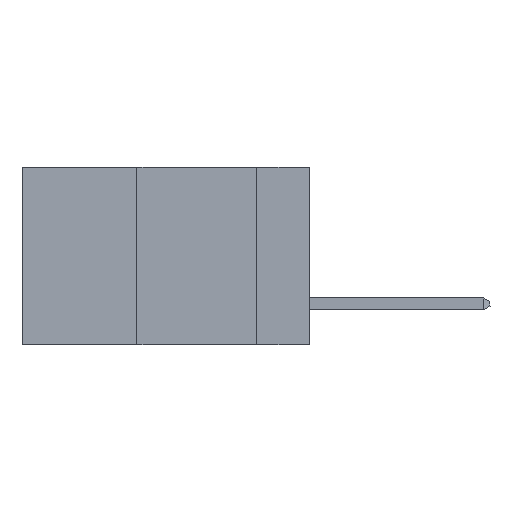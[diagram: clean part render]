
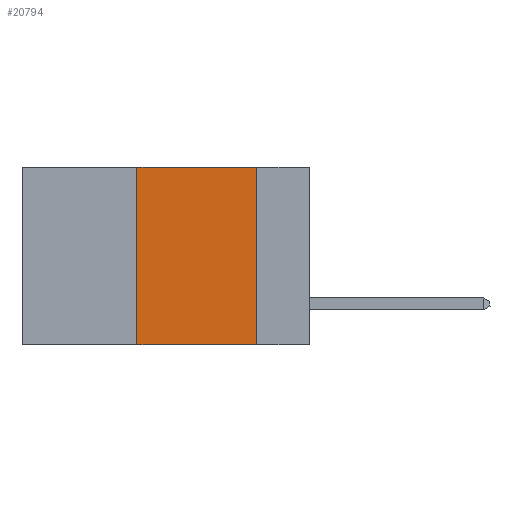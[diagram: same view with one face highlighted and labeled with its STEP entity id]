
A CAD part, left-side view. The second image highlights one B-rep face of the part: STEP entity #20794.
In plain terms, the highlighted planar face has unit normal (-1, 0, 0).
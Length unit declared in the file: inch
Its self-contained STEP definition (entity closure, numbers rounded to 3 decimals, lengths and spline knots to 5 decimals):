
#139 = CARTESIAN_POINT ( 'NONE',  ( 0., 0.11, 0. ) ) ;
#301 = ORIENTED_EDGE ( 'NONE', *, *, #10887, .F. ) ;
#1750 = FACE_OUTER_BOUND ( 'NONE', #13679, .T. ) ;
#2033 = DIRECTION ( 'NONE',  ( 0., -1., 0. ) ) ;
#2376 = DIRECTION ( 'NONE',  ( 0., 0., -1. ) ) ;
#2445 = VECTOR ( 'NONE', #5685, 39.37008 ) ;
#2887 = DIRECTION ( 'NONE',  ( 0., 0., 1. ) ) ;
#3207 = EDGE_CURVE ( 'NONE', #21071, #10789, #20309, .T. ) ;
#3537 = VECTOR ( 'NONE', #2887, 39.37008 ) ;
#4386 = EDGE_CURVE ( 'NONE', #7836, #13602, #11043, .T. ) ;
#4595 = AXIS2_PLACEMENT_3D ( 'NONE', #11306, #13052, #2376 ) ;
#5211 = ORIENTED_EDGE ( 'NONE', *, *, #3207, .F. ) ;
#5685 = DIRECTION ( 'NONE',  ( 0., 0., -1. ) ) ;
#6367 = CARTESIAN_POINT ( 'NONE',  ( 0., 0.6, -0.37 ) ) ;
#6854 = DIRECTION ( 'NONE',  ( 0., -1., 0. ) ) ;
#7280 = LINE ( 'NONE', #139, #2445 ) ;
#7767 = CARTESIAN_POINT ( 'NONE',  ( 0., 0.6, 0. ) ) ;
#7836 = VERTEX_POINT ( 'NONE', #11051 ) ;
#10465 = ORIENTED_EDGE ( 'NONE', *, *, #4386, .T. ) ;
#10699 = CARTESIAN_POINT ( 'NONE',  ( 0., 0.11, 0. ) ) ;
#10789 = VERTEX_POINT ( 'NONE', #10699 ) ;
#10887 = EDGE_CURVE ( 'NONE', #10789, #13602, #7280, .T. ) ;
#11043 = LINE ( 'NONE', #6367, #12160 ) ;
#11051 = CARTESIAN_POINT ( 'NONE',  ( 0., 0.36, -0.37 ) ) ;
#11306 = CARTESIAN_POINT ( 'NONE',  ( 0., 0.6, 0. ) ) ;
#12160 = VECTOR ( 'NONE', #6854, 39.37008 ) ;
#13052 = DIRECTION ( 'NONE',  ( 1., 0., 0. ) ) ;
#13602 = VERTEX_POINT ( 'NONE', #21332 ) ;
#13679 = EDGE_LOOP ( 'NONE', ( #301, #5211, #14477, #10465 ) ) ;
#14477 = ORIENTED_EDGE ( 'NONE', *, *, #17716, .F. ) ;
#15374 = VECTOR ( 'NONE', #2033, 39.37008 ) ;
#16293 = PLANE ( 'NONE',  #4595 ) ;
#17415 = LINE ( 'NONE', #18482, #3537 ) ;
#17716 = EDGE_CURVE ( 'NONE', #7836, #21071, #17415, .T. ) ;
#18482 = CARTESIAN_POINT ( 'NONE',  ( 0., 0.36, 0. ) ) ;
#20309 = LINE ( 'NONE', #7767, #15374 ) ;
#20396 = CARTESIAN_POINT ( 'NONE',  ( 0., 0.36, 0. ) ) ;
#20794 = ADVANCED_FACE ( 'NONE', ( #1750 ), #16293, .F. ) ;
#21071 = VERTEX_POINT ( 'NONE', #20396 ) ;
#21332 = CARTESIAN_POINT ( 'NONE',  ( 0., 0.11, -0.37 ) ) ;
